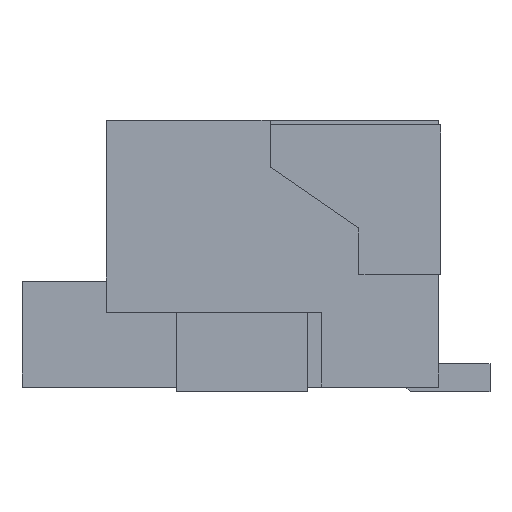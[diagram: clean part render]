
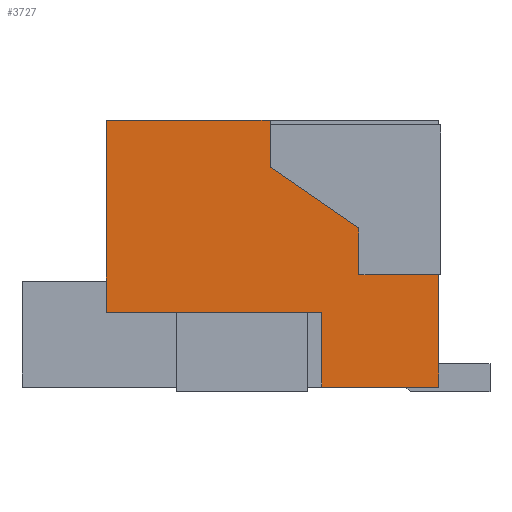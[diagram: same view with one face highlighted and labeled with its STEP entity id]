
A CAD part, left-side view. The second image highlights one B-rep face of the part: STEP entity #3727.
In plain terms, the highlighted planar face has unit normal (-1, 0, 0).
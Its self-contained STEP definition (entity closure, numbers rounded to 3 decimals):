
#36 = VECTOR ( 'NONE', #8111, 1000. ) ;
#69 = VERTEX_POINT ( 'NONE', #1545 ) ;
#137 = VECTOR ( 'NONE', #2112, 1000. ) ;
#178 = LINE ( 'NONE', #2192, #1719 ) ;
#306 = CARTESIAN_POINT ( 'NONE',  ( -10., -4.45, 2.4 ) ) ;
#374 = ORIENTED_EDGE ( 'NONE', *, *, #4668, .T. ) ;
#378 = LINE ( 'NONE', #3617, #5333 ) ;
#496 = VERTEX_POINT ( 'NONE', #3222 ) ;
#519 = VERTEX_POINT ( 'NONE', #1386 ) ;
#520 = DIRECTION ( 'NONE',  ( -1., 0., 0. ) ) ;
#545 = DIRECTION ( 'NONE',  ( 0., 0., 1. ) ) ;
#574 = VERTEX_POINT ( 'NONE', #1305 ) ;
#890 = CARTESIAN_POINT ( 'NONE',  ( -10., -2.75, 3.4 ) ) ;
#1025 = ORIENTED_EDGE ( 'NONE', *, *, #3375, .T. ) ;
#1305 = CARTESIAN_POINT ( 'NONE',  ( -10., -2.75, 2.4 ) ) ;
#1386 = CARTESIAN_POINT ( 'NONE',  ( -10., -0.85, 5.7 ) ) ;
#1413 = LINE ( 'NONE', #3221, #1507 ) ;
#1442 = CARTESIAN_POINT ( 'NONE',  ( -10., -4.45, 0. ) ) ;
#1460 = VERTEX_POINT ( 'NONE', #1442 ) ;
#1507 = VECTOR ( 'NONE', #5778, 1000. ) ;
#1545 = CARTESIAN_POINT ( 'NONE',  ( -10., 2.65, 5.7 ) ) ;
#1661 = ORIENTED_EDGE ( 'NONE', *, *, #5129, .T. ) ;
#1678 = EDGE_CURVE ( 'NONE', #7923, #3787, #1413, .T. ) ;
#1719 = VECTOR ( 'NONE', #4079, 1000. ) ;
#1782 = LINE ( 'NONE', #890, #4893 ) ;
#1823 = CARTESIAN_POINT ( 'NONE',  ( -10., -4.45, 0. ) ) ;
#1909 = DIRECTION ( 'NONE',  ( 0., 0., -1. ) ) ;
#2001 = ORIENTED_EDGE ( 'NONE', *, *, #7066, .T. ) ;
#2112 = DIRECTION ( 'NONE',  ( 0., 0., 1. ) ) ;
#2151 = ORIENTED_EDGE ( 'NONE', *, *, #6741, .T. ) ;
#2192 = CARTESIAN_POINT ( 'NONE',  ( -10., -4.45, 5.7 ) ) ;
#2419 = LINE ( 'NONE', #4556, #3588 ) ;
#2546 = LINE ( 'NONE', #6457, #4439 ) ;
#2881 = CARTESIAN_POINT ( 'NONE',  ( -10., 2.65, 1.6 ) ) ;
#3221 = CARTESIAN_POINT ( 'NONE',  ( -10., -4.45, 1.6 ) ) ;
#3222 = CARTESIAN_POINT ( 'NONE',  ( -10., -2.75, 3.4 ) ) ;
#3283 = ORIENTED_EDGE ( 'NONE', *, *, #3522, .T. ) ;
#3375 = EDGE_CURVE ( 'NONE', #69, #7923, #2546, .T. ) ;
#3470 = EDGE_CURVE ( 'NONE', #496, #3780, #1782, .T. ) ;
#3522 = EDGE_CURVE ( 'NONE', #4066, #1460, #3963, .T. ) ;
#3588 = VECTOR ( 'NONE', #3844, 1000. ) ;
#3617 = CARTESIAN_POINT ( 'NONE',  ( -10., -4.45, 5.7 ) ) ;
#3727 = ADVANCED_FACE ( 'NONE', ( #7544 ), #4360, .T. ) ;
#3780 = VERTEX_POINT ( 'NONE', #5746 ) ;
#3787 = VERTEX_POINT ( 'NONE', #5670 ) ;
#3844 = DIRECTION ( 'NONE',  ( 0., 1., 0. ) ) ;
#3963 = LINE ( 'NONE', #7338, #36 ) ;
#3996 = ORIENTED_EDGE ( 'NONE', *, *, #1678, .T. ) ;
#4028 = CARTESIAN_POINT ( 'NONE',  ( -10., -0.85, 0. ) ) ;
#4066 = VERTEX_POINT ( 'NONE', #5080 ) ;
#4079 = DIRECTION ( 'NONE',  ( 0., 1., 0. ) ) ;
#4256 = ORIENTED_EDGE ( 'NONE', *, *, #6857, .T. ) ;
#4360 = PLANE ( 'NONE',  #4828 ) ;
#4439 = VECTOR ( 'NONE', #1909, 1000. ) ;
#4556 = CARTESIAN_POINT ( 'NONE',  ( -10., -4.45, 2.4 ) ) ;
#4648 = DIRECTION ( 'NONE',  ( 0., 0.825, 0.565 ) ) ;
#4668 = EDGE_CURVE ( 'NONE', #574, #496, #8166, .T. ) ;
#4828 = AXIS2_PLACEMENT_3D ( 'NONE', #1823, #520, #545 ) ;
#4893 = VECTOR ( 'NONE', #4648, 1000. ) ;
#5080 = CARTESIAN_POINT ( 'NONE',  ( -10., -1.95, 0. ) ) ;
#5129 = EDGE_CURVE ( 'NONE', #519, #69, #178, .T. ) ;
#5146 = ORIENTED_EDGE ( 'NONE', *, *, #3470, .T. ) ;
#5241 = VECTOR ( 'NONE', #8014, 1000. ) ;
#5333 = VECTOR ( 'NONE', #7448, 1000. ) ;
#5396 = EDGE_LOOP ( 'NONE', ( #2151, #3283, #4256, #2001, #374, #5146, #7599, #1661, #1025, #3996 ) ) ;
#5670 = CARTESIAN_POINT ( 'NONE',  ( -10., -1.95, 1.6 ) ) ;
#5746 = CARTESIAN_POINT ( 'NONE',  ( -10., -0.85, 4.7 ) ) ;
#5778 = DIRECTION ( 'NONE',  ( 0., -1., 0. ) ) ;
#5936 = VERTEX_POINT ( 'NONE', #306 ) ;
#6045 = CARTESIAN_POINT ( 'NONE',  ( -10., -2.75, 0. ) ) ;
#6425 = VECTOR ( 'NONE', #8088, 1000. ) ;
#6457 = CARTESIAN_POINT ( 'NONE',  ( -10., 2.65, 0. ) ) ;
#6741 = EDGE_CURVE ( 'NONE', #3787, #4066, #7475, .T. ) ;
#6857 = EDGE_CURVE ( 'NONE', #1460, #5936, #378, .T. ) ;
#7066 = EDGE_CURVE ( 'NONE', #5936, #574, #2419, .T. ) ;
#7297 = CARTESIAN_POINT ( 'NONE',  ( -10., -1.95, 0. ) ) ;
#7338 = CARTESIAN_POINT ( 'NONE',  ( -10., -4.45, 0. ) ) ;
#7448 = DIRECTION ( 'NONE',  ( 0., 0., 1. ) ) ;
#7475 = LINE ( 'NONE', #7297, #5241 ) ;
#7544 = FACE_OUTER_BOUND ( 'NONE', #5396, .T. ) ;
#7599 = ORIENTED_EDGE ( 'NONE', *, *, #8303, .T. ) ;
#7923 = VERTEX_POINT ( 'NONE', #2881 ) ;
#8014 = DIRECTION ( 'NONE',  ( 0., 0., -1. ) ) ;
#8088 = DIRECTION ( 'NONE',  ( 0., 0., 1. ) ) ;
#8111 = DIRECTION ( 'NONE',  ( 0., -1., 0. ) ) ;
#8154 = LINE ( 'NONE', #4028, #137 ) ;
#8166 = LINE ( 'NONE', #6045, #6425 ) ;
#8303 = EDGE_CURVE ( 'NONE', #3780, #519, #8154, .T. ) ;
